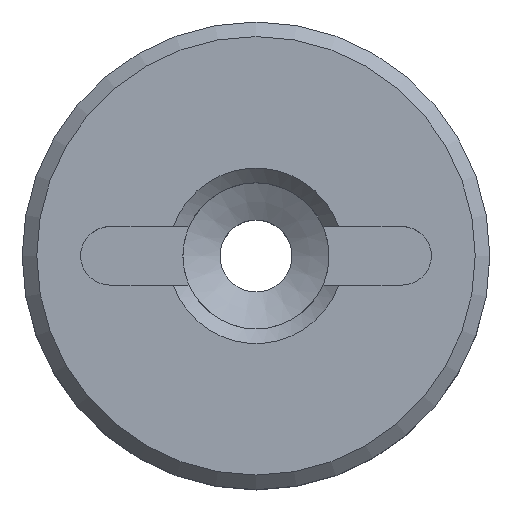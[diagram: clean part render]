
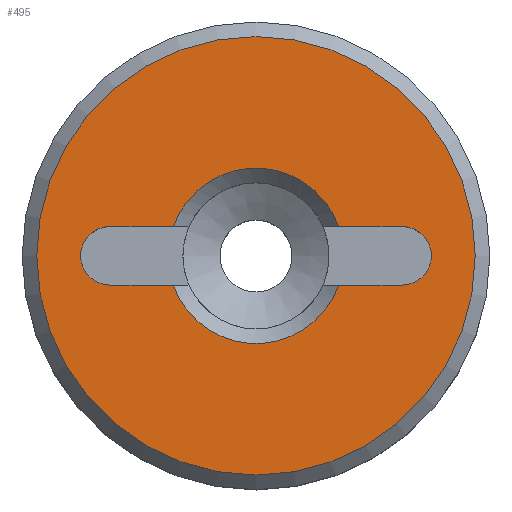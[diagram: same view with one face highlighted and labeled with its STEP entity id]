
A CAD part, top view. The second image highlights one B-rep face of the part: STEP entity #495.
In plain terms, the highlighted planar face has unit normal (0, 0, 1).
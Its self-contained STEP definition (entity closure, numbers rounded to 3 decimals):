
#27=LINE('',#694,#43);
#28=LINE('',#696,#44);
#29=LINE('',#700,#45);
#30=LINE('',#704,#46);
#43=VECTOR('',#579,1000.);
#44=VECTOR('',#580,1000.);
#45=VECTOR('',#583,1000.);
#46=VECTOR('',#586,1000.);
#59=PLANE('',#525);
#77=ORIENTED_EDGE('',*,*,#161,.F.);
#78=ORIENTED_EDGE('',*,*,#162,.F.);
#79=ORIENTED_EDGE('',*,*,#157,.T.);
#80=ORIENTED_EDGE('',*,*,#163,.F.);
#81=ORIENTED_EDGE('',*,*,#164,.F.);
#82=ORIENTED_EDGE('',*,*,#165,.F.);
#83=ORIENTED_EDGE('',*,*,#166,.T.);
#84=ORIENTED_EDGE('',*,*,#167,.F.);
#85=ORIENTED_EDGE('',*,*,#168,.F.);
#157=EDGE_CURVE('',#199,#200,#231,.T.);
#161=EDGE_CURVE('',#203,#203,#233,.T.);
#162=EDGE_CURVE('',#199,#204,#27,.T.);
#163=EDGE_CURVE('',#205,#200,#28,.T.);
#164=EDGE_CURVE('',#206,#205,#234,.T.);
#165=EDGE_CURVE('',#207,#206,#29,.T.);
#166=EDGE_CURVE('',#207,#208,#235,.T.);
#167=EDGE_CURVE('',#209,#208,#30,.T.);
#168=EDGE_CURVE('',#204,#209,#236,.T.);
#199=VERTEX_POINT('',#678);
#200=VERTEX_POINT('',#679);
#203=VERTEX_POINT('',#693);
#204=VERTEX_POINT('',#695);
#205=VERTEX_POINT('',#697);
#206=VERTEX_POINT('',#699);
#207=VERTEX_POINT('',#701);
#208=VERTEX_POINT('',#703);
#209=VERTEX_POINT('',#705);
#231=CIRCLE('',#523,3.);
#233=CIRCLE('',#526,7.5);
#234=CIRCLE('',#527,1.);
#235=CIRCLE('',#528,3.);
#236=CIRCLE('',#529,1.);
#254=EDGE_LOOP('',(#77));
#255=EDGE_LOOP('',(#78,#79,#80,#81,#82,#83,#84,#85));
#290=FACE_BOUND('',#254,.T.);
#291=FACE_BOUND('',#255,.T.);
#495=ADVANCED_FACE('',(#290,#291),#59,.F.);
#523=AXIS2_PLACEMENT_3D('',#677,#571,#572);
#525=AXIS2_PLACEMENT_3D('',#691,#575,#576);
#526=AXIS2_PLACEMENT_3D('',#692,#577,#578);
#527=AXIS2_PLACEMENT_3D('',#698,#581,#582);
#528=AXIS2_PLACEMENT_3D('',#702,#584,#585);
#529=AXIS2_PLACEMENT_3D('',#706,#587,#588);
#571=DIRECTION('',(0.,0.,-1.));
#572=DIRECTION('',(-1.,0.,0.));
#575=DIRECTION('',(0.,0.,-1.));
#576=DIRECTION('',(-1.,0.,0.));
#577=DIRECTION('',(0.,0.,-1.));
#578=DIRECTION('',(-1.,0.,0.));
#579=DIRECTION('',(-1.,0.,0.));
#580=DIRECTION('',(-1.,0.,0.));
#581=DIRECTION('',(0.,0.,1.));
#582=DIRECTION('',(-1.,0.,0.));
#583=DIRECTION('',(1.,0.,0.));
#584=DIRECTION('',(0.,0.,-1.));
#585=DIRECTION('',(-1.,0.,0.));
#586=DIRECTION('',(1.,0.,0.));
#587=DIRECTION('',(0.,0.,1.));
#588=DIRECTION('',(1.,0.,0.));
#677=CARTESIAN_POINT('',(0.,0.,7.));
#678=CARTESIAN_POINT('',(-2.828,1.,7.));
#679=CARTESIAN_POINT('',(2.828,1.,7.));
#691=CARTESIAN_POINT('',(-3.,0.,7.));
#692=CARTESIAN_POINT('',(0.,0.,7.));
#693=CARTESIAN_POINT('',(-7.5,0.,7.));
#694=CARTESIAN_POINT('',(-5.,1.,7.));
#695=CARTESIAN_POINT('',(-5.,1.,7.));
#696=CARTESIAN_POINT('',(-5.,1.,7.));
#697=CARTESIAN_POINT('',(5.,1.,7.));
#698=CARTESIAN_POINT('',(5.,0.,7.));
#699=CARTESIAN_POINT('',(5.,-1.,7.));
#700=CARTESIAN_POINT('',(-5.,-1.,7.));
#701=CARTESIAN_POINT('',(2.828,-1.,7.));
#702=CARTESIAN_POINT('',(0.,0.,7.));
#703=CARTESIAN_POINT('',(-2.828,-1.,7.));
#704=CARTESIAN_POINT('',(-5.,-1.,7.));
#705=CARTESIAN_POINT('',(-5.,-1.,7.));
#706=CARTESIAN_POINT('',(-5.,0.,7.));
